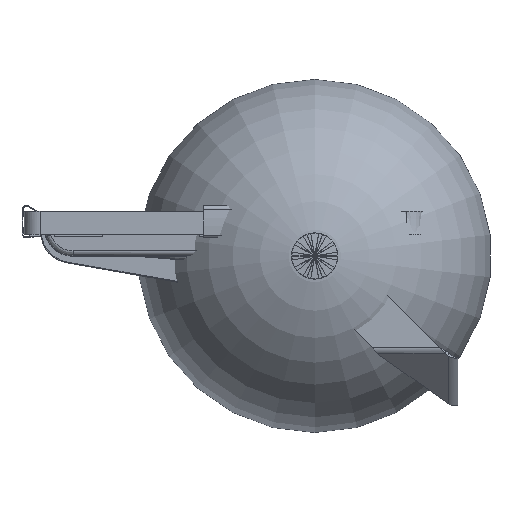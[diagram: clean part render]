
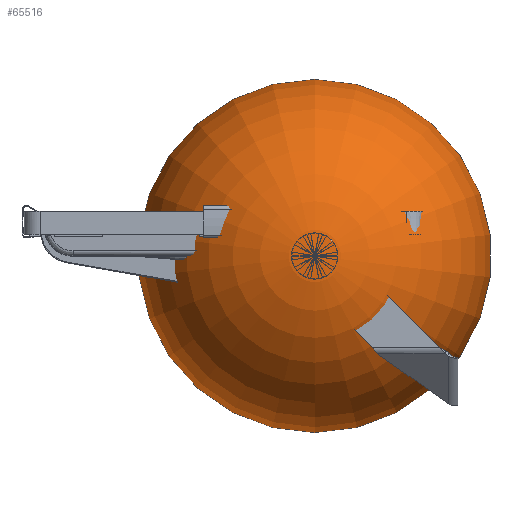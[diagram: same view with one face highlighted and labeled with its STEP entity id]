
A CAD part, left-side view. The second image highlights one B-rep face of the part: STEP entity #65516.
In plain terms, the highlighted toroidal (fillet/blend) face has major radius 0.084 mm and minor radius 111.349 mm.
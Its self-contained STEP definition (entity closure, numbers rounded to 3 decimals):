
#3698 = AXIS2_PLACEMENT_3D ( 'NONE', #30688, #70710, #20251 ) ;
#14543 = EDGE_CURVE ( 'NONE', #54010, #54010, #35797, .T. ) ;
#16686 = TOROIDAL_SURFACE ( 'NONE', #61700, 0.084, 111.349 ) ;
#20251 = DIRECTION ( 'NONE',  ( 0., 0., -1. ) ) ;
#25998 = CARTESIAN_POINT ( 'NONE',  ( 13.772, 89.97, -78.651 ) ) ;
#26729 = DIRECTION ( 'NONE',  ( -1., 0., 0. ) ) ;
#30688 = CARTESIAN_POINT ( 'NONE',  ( 124.2, 89.97, -78.651 ) ) ;
#34554 = EDGE_LOOP ( 'NONE', ( #68152 ) ) ;
#35797 = CIRCLE ( 'NONE', #3698, 14.376 ) ;
#48992 = DIRECTION ( 'NONE',  ( 0., 0., -1. ) ) ;
#54010 = VERTEX_POINT ( 'NONE', #69943 ) ;
#60140 = FACE_OUTER_BOUND ( 'NONE', #34554, .T. ) ;
#61700 = AXIS2_PLACEMENT_3D ( 'NONE', #25998, #26729, #48992 ) ;
#65516 = ADVANCED_FACE ( 'NONE', ( #60140 ), #16686, .T. ) ;
#68152 = ORIENTED_EDGE ( 'NONE', *, *, #14543, .F. ) ;
#69943 = CARTESIAN_POINT ( 'NONE',  ( 124.2, 89.97, -93.027 ) ) ;
#70710 = DIRECTION ( 'NONE',  ( -1., 0., 0. ) ) ;
